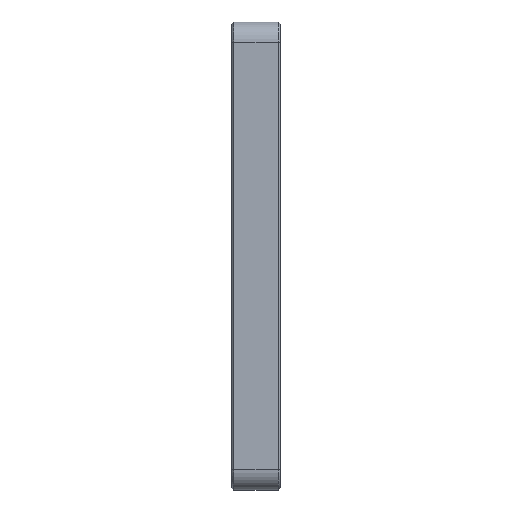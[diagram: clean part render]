
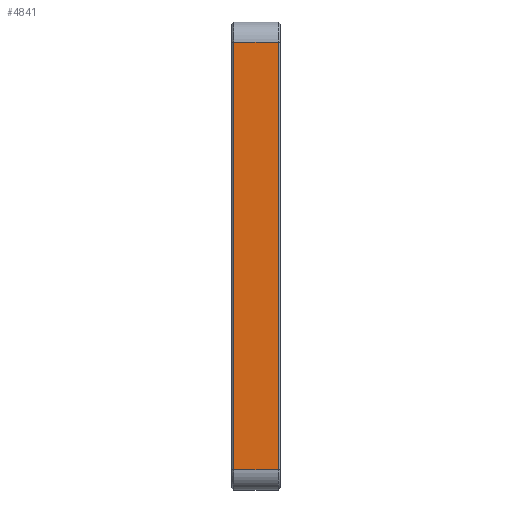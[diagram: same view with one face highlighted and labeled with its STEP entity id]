
A CAD part, left-side view. The second image highlights one B-rep face of the part: STEP entity #4841.
In plain terms, the highlighted planar face has unit normal (-1, 0, 0).
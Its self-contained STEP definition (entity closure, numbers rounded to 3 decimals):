
#577 = LINE ( 'NONE', #6644, #8059 ) ;
#660 = EDGE_CURVE ( 'NONE', #1521, #2409, #9174, .T. ) ;
#1000 = EDGE_CURVE ( 'NONE', #1521, #9689, #8219, .T. ) ;
#1382 = DIRECTION ( 'NONE',  ( 0., -1., 0. ) ) ;
#1521 = VERTEX_POINT ( 'NONE', #6607 ) ;
#1598 = ORIENTED_EDGE ( 'NONE', *, *, #7454, .T. ) ;
#1944 = VERTEX_POINT ( 'NONE', #8622 ) ;
#2145 = DIRECTION ( 'NONE',  ( 0., 0., -1. ) ) ;
#2352 = DIRECTION ( 'NONE',  ( 0., 0., 1. ) ) ;
#2409 = VERTEX_POINT ( 'NONE', #8618 ) ;
#2581 = ORIENTED_EDGE ( 'NONE', *, *, #660, .T. ) ;
#2777 = ORIENTED_EDGE ( 'NONE', *, *, #1000, .F. ) ;
#2783 = CARTESIAN_POINT ( 'NONE',  ( -57.5, 12., 52.5 ) ) ;
#3304 = FACE_OUTER_BOUND ( 'NONE', #9102, .T. ) ;
#3325 = DIRECTION ( 'NONE',  ( 0., 0., -1. ) ) ;
#3865 = CARTESIAN_POINT ( 'NONE',  ( -57.5, 0.5, 52.5 ) ) ;
#3892 = VECTOR ( 'NONE', #3325, 1000. ) ;
#4318 = EDGE_CURVE ( 'NONE', #1944, #9689, #9186, .T. ) ;
#4841 = ADVANCED_FACE ( 'NONE', ( #3304 ), #5294, .F. ) ;
#5230 = DIRECTION ( 'NONE',  ( 0., -1., 0. ) ) ;
#5294 = PLANE ( 'NONE',  #7726 ) ;
#5448 = ORIENTED_EDGE ( 'NONE', *, *, #4318, .T. ) ;
#5890 = CARTESIAN_POINT ( 'NONE',  ( -57.5, 12., 52.5 ) ) ;
#6110 = VECTOR ( 'NONE', #1382, 1000. ) ;
#6607 = CARTESIAN_POINT ( 'NONE',  ( -57.5, 11.5, 52.5 ) ) ;
#6636 = DIRECTION ( 'NONE',  ( 1., 0., 0. ) ) ;
#6644 = CARTESIAN_POINT ( 'NONE',  ( -57.5, 12., -52.5 ) ) ;
#7086 = CARTESIAN_POINT ( 'NONE',  ( -57.5, 11.5, 52.5 ) ) ;
#7123 = CARTESIAN_POINT ( 'NONE',  ( -57.5, 0.5, 52.5 ) ) ;
#7454 = EDGE_CURVE ( 'NONE', #2409, #1944, #577, .T. ) ;
#7726 = AXIS2_PLACEMENT_3D ( 'NONE', #5890, #6636, #2145 ) ;
#8059 = VECTOR ( 'NONE', #5230, 1000. ) ;
#8219 = LINE ( 'NONE', #2783, #6110 ) ;
#8242 = VECTOR ( 'NONE', #2352, 1000. ) ;
#8618 = CARTESIAN_POINT ( 'NONE',  ( -57.5, 11.5, -52.5 ) ) ;
#8622 = CARTESIAN_POINT ( 'NONE',  ( -57.5, 0.5, -52.5 ) ) ;
#9102 = EDGE_LOOP ( 'NONE', ( #2777, #2581, #1598, #5448 ) ) ;
#9174 = LINE ( 'NONE', #7086, #3892 ) ;
#9186 = LINE ( 'NONE', #3865, #8242 ) ;
#9689 = VERTEX_POINT ( 'NONE', #7123 ) ;
